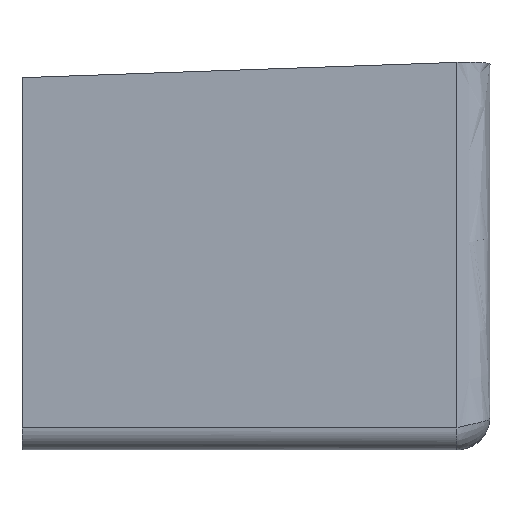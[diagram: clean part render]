
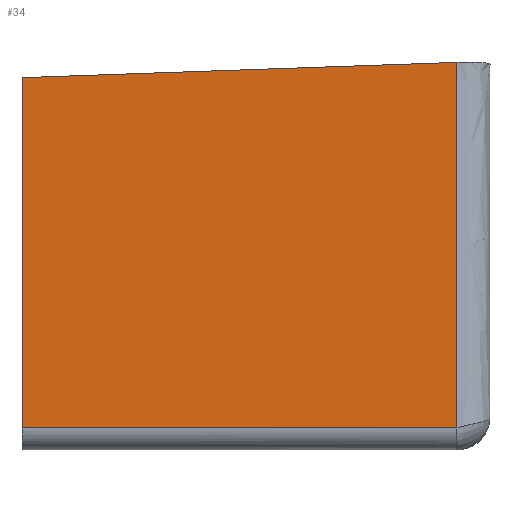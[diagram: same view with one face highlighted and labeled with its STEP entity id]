
A CAD part, front view. The second image highlights one B-rep face of the part: STEP entity #34.
In plain terms, the highlighted planar face has unit normal (0, -1, 0).
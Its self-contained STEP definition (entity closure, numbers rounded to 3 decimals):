
#34=ADVANCED_FACE('',(#80),#666,.T.);
#80=FACE_OUTER_BOUND('',#126,.T.);
#126=EDGE_LOOP('',(#236,#237,#238,#239));
#236=ORIENTED_EDGE('',*,*,#422,.T.);
#237=ORIENTED_EDGE('',*,*,#423,.F.);
#238=ORIENTED_EDGE('',*,*,#409,.T.);
#239=ORIENTED_EDGE('',*,*,#418,.F.);
#409=EDGE_CURVE('',#629,#630,#489,.T.);
#418=EDGE_CURVE('',#628,#630,#498,.T.);
#422=EDGE_CURVE('',#628,#640,#565,.T.);
#423=EDGE_CURVE('',#629,#640,#501,.T.);
#489=B_SPLINE_CURVE_WITH_KNOTS('',1,(#1944,#1945),.UNSPECIFIED.,.F.,.F.,
(2,2),(0.,63.6),.UNSPECIFIED.);
#498=B_SPLINE_CURVE_WITH_KNOTS('',1,(#2018,#2019),.UNSPECIFIED.,.F.,.F.,
(2,2),(-79.,0.),.UNSPECIFIED.);
#501=B_SPLINE_CURVE_WITH_KNOTS('',3,(#2048,#2049,#2050,#2051),
 .UNSPECIFIED.,.F.,.F.,(4,4),(0.,79.049),.UNSPECIFIED.);
#565=(
BOUNDED_CURVE()
B_SPLINE_CURVE(1,(#2045,#2046,#2047),.UNSPECIFIED.,.F.,.F.)
B_SPLINE_CURVE_WITH_KNOTS((2,1,2),(0.,63.6,
66.369),.UNSPECIFIED.)
CURVE()
GEOMETRIC_REPRESENTATION_ITEM()
RATIONAL_B_SPLINE_CURVE((1.,1.,1.))
REPRESENTATION_ITEM('')
);
#628=VERTEX_POINT('',#1569);
#629=VERTEX_POINT('',#1570);
#630=VERTEX_POINT('',#1571);
#640=VERTEX_POINT('',#1581);
#666=PLANE('',#732);
#732=AXIS2_PLACEMENT_3D('',#1259,#745,$);
#745=DIRECTION('',(0.,-1.,0.));
#1259=CARTESIAN_POINT('',(-4641.165,1121.,-189.569));
#1569=CARTESIAN_POINT('',(-4740.,1121.,-45.611));
#1570=CARTESIAN_POINT('',(-4819.,1121.,17.989));
#1571=CARTESIAN_POINT('',(-4819.,1121.,-45.611));
#1581=CARTESIAN_POINT('',(-4740.,1121.,20.758));
#1944=CARTESIAN_POINT('',(-4819.,1121.,17.989));
#1945=CARTESIAN_POINT('',(-4819.,1121.,-45.611));
#2018=CARTESIAN_POINT('',(-4740.,1121.,-45.611));
#2019=CARTESIAN_POINT('',(-4819.,1121.,-45.611));
#2045=CARTESIAN_POINT('',(-4740.,1121.,-45.611));
#2046=CARTESIAN_POINT('',(-4740.,1121.,17.989));
#2047=CARTESIAN_POINT('',(-4740.,1121.,20.758));
#2048=CARTESIAN_POINT('',(-4819.,1121.,17.989));
#2049=CARTESIAN_POINT('',(-4792.667,1121.,18.912));
#2050=CARTESIAN_POINT('',(-4766.333,1121.,19.835));
#2051=CARTESIAN_POINT('',(-4740.,1121.,20.758));
